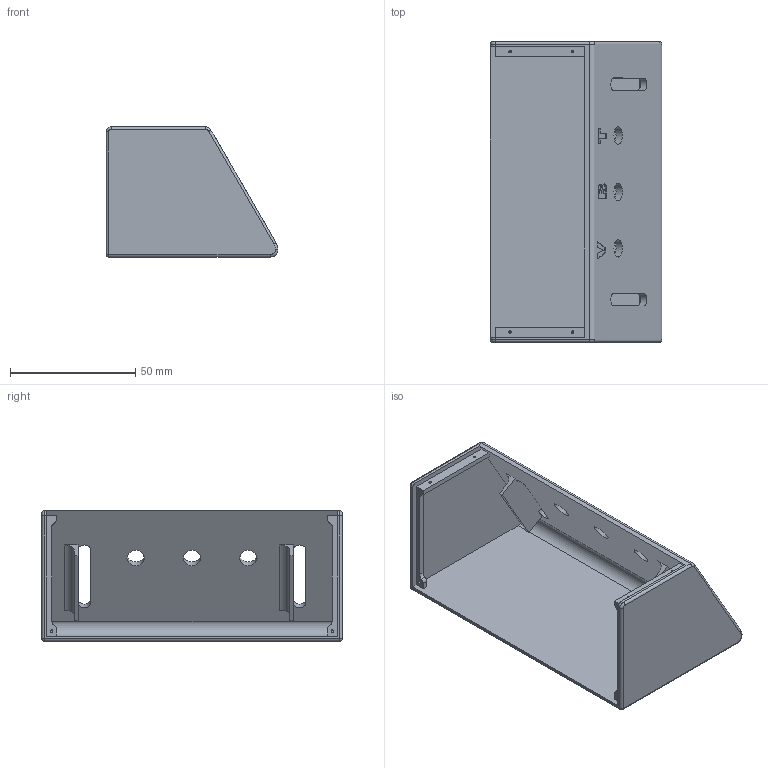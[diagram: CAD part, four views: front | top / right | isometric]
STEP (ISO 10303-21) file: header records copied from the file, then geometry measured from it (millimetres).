
FILE_DESCRIPTION(('STEP AP203'), '1');
FILE_NAME('膰豵鵨', '', ('UNSPECIFIED'), ('UNSPECIFIED'), 'C3D Converter', 'C3D Toolkit', '');
FILE_SCHEMA(('CONFIG_CONTROL_DESIGN'));
Length unit declared in the file: millimetre
Bounding box: 68.61 x 120 x 52 mm (x, y, z)
Volume: 49811.8 mm3; surface area: 42279.7 mm2
Topology: 1 solids, 1 shells, 140 faces, 383 edges, 246 vertices
Faces by surface type: plane 75, cylinder 35, extrusion 18, torus 10, sphere 2
Full cylindrical faces by diameter (mm): 1 x6, 7 x3
Entity records: 5570 total; most frequent: CARTESIAN_POINT 894, ORIENTED_EDGE 744, DIRECTION 678, EDGE_CURVE 372, VECTOR 258, VERTEX_POINT 246, LINE 240, AXIS2_PLACEMENT_3D 210
